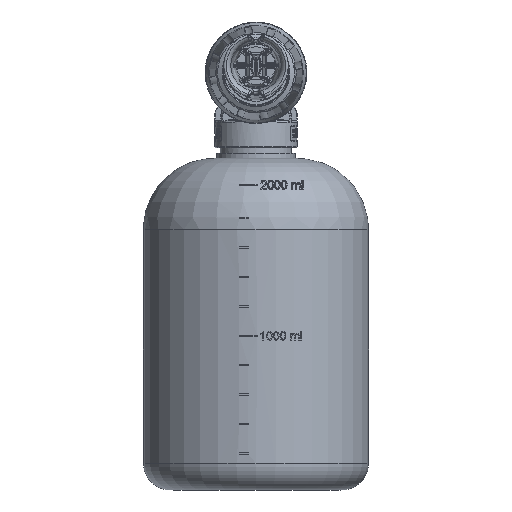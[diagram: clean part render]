
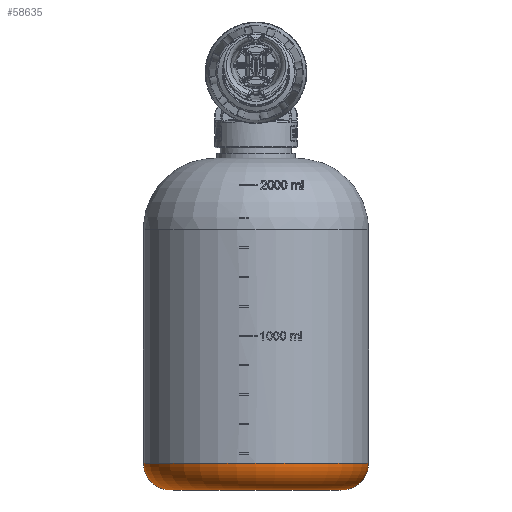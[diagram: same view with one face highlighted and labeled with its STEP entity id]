
A CAD part, front view. The second image highlights one B-rep face of the part: STEP entity #58635.
In plain terms, the highlighted toroidal (fillet/blend) face has major radius 48.125 mm and minor radius 15 mm.
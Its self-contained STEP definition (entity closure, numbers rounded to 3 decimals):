
#1329=TOROIDAL_SURFACE('',#61373,48.125,15.);
#10353=ORIENTED_EDGE('',*,*,#23091,.F.);
#10354=ORIENTED_EDGE('',*,*,#23139,.T.);
#23091=EDGE_CURVE('',#29493,#29493,#33297,.T.);
#23139=EDGE_CURVE('',#29529,#29529,#33321,.T.);
#29493=VERTEX_POINT('',#75492);
#29529=VERTEX_POINT('',#75600);
#33297=CIRCLE('',#61326,45.041);
#33321=CIRCLE('',#61374,63.125);
#34731=EDGE_LOOP('',(#10353));
#34732=EDGE_LOOP('',(#10354));
#37578=FACE_BOUND('',#34731,.T.);
#37579=FACE_BOUND('',#34732,.T.);
#58635=ADVANCED_FACE('',(#37578,#37579),#1329,.T.);
#61326=AXIS2_PLACEMENT_3D('',#75491,#65169,#65170);
#61373=AXIS2_PLACEMENT_3D('',#75598,#65287,#65288);
#61374=AXIS2_PLACEMENT_3D('',#75599,#65289,#65290);
#65169=DIRECTION('',(0.,0.,-1.));
#65170=DIRECTION('',(-1.,0.,0.));
#65287=DIRECTION('',(0.,0.,-1.));
#65288=DIRECTION('',(-1.,0.,0.));
#65289=DIRECTION('',(0.,0.,-1.));
#65290=DIRECTION('',(-1.,0.,0.));
#75491=CARTESIAN_POINT('',(0.,-74.,-214.235));
#75492=CARTESIAN_POINT('',(-45.041,-74.,-214.235));
#75598=CARTESIAN_POINT('',(0.,-74.,-199.556));
#75599=CARTESIAN_POINT('',(0.,-74.,-199.556));
#75600=CARTESIAN_POINT('',(-63.125,-74.,-199.556));
